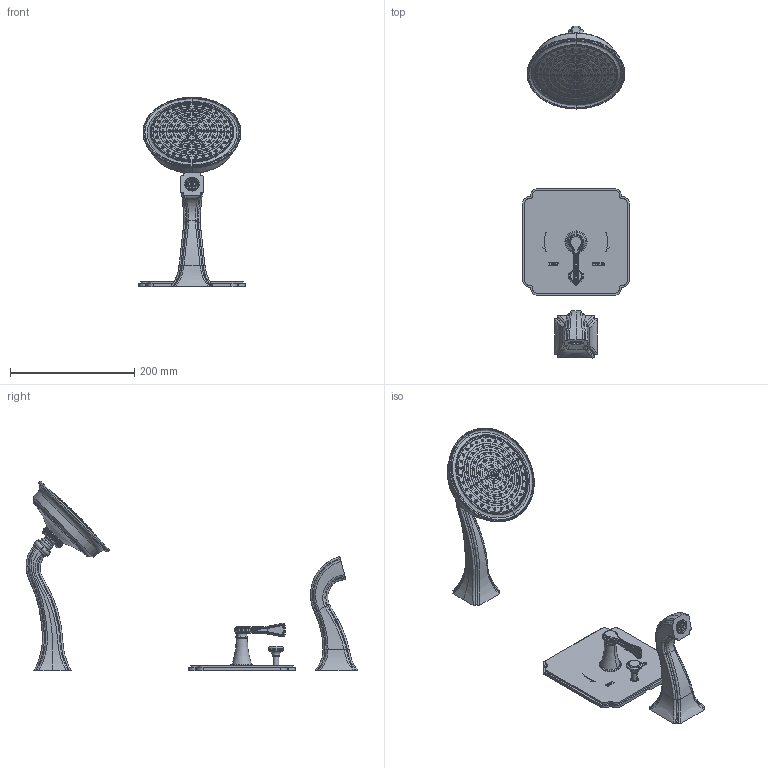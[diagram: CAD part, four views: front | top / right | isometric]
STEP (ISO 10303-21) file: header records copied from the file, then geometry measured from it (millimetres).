
FILE_DESCRIPTION((''),'2;1');
FILE_NAME('3-2532BP','2021-08-27T08:59:34',('rsmith'),(''),'CREO PARAMETRIC BY PTC INC, 2018400','CREO PARAMETRIC BY PTC INC, 2018400','');
FILE_SCHEMA(('AUTOMOTIVE_DESIGN { 1 0 10303 214 1 1 1 1 }'));
Products named in the file (1): 3-2532BP
Bounding box: 171.45 x 534.33 x 305.13 mm (x, y, z)
Volume: 1170635.6 mm3; surface area: 224375.8 mm2
Topology: 66 solids, 66 shells, 2135 faces, 5191 edges, 3311 vertices
Faces by surface type: cylinder 651, plane 590, torus 300, bspline 233, cone 208, extrusion 99, sphere 54
Entity records: 156108 total; most frequent: CARTESIAN_POINT 74860, ORIENTED_EDGE 10378, DIRECTION 9726, PRESENTATION_STYLE_ASSIGNMENT 7257, STYLED_ITEM 5255, CURVE_STYLE 5189, EDGE_CURVE 5189, AXIS2_PLACEMENT_3D 4108
